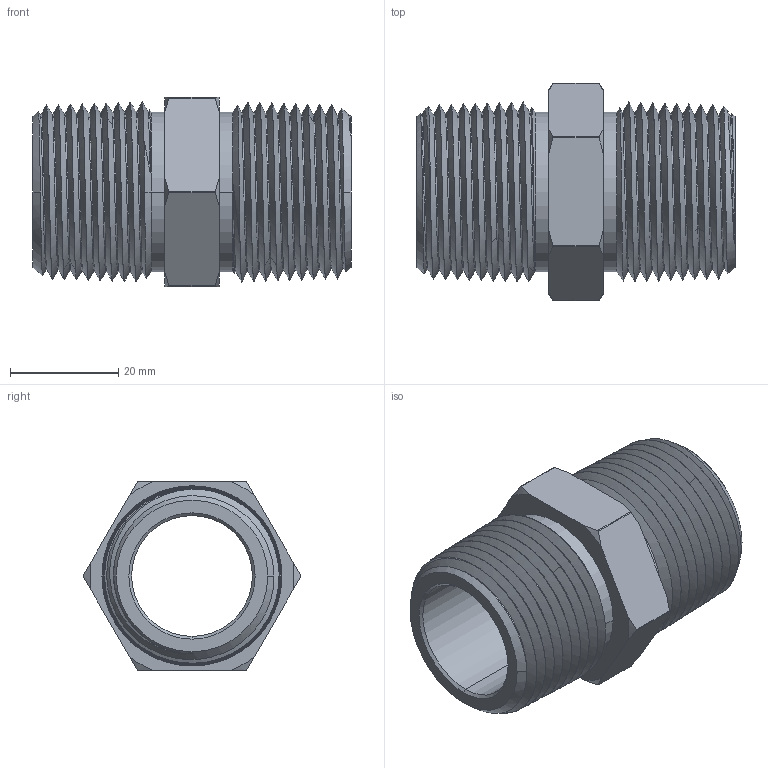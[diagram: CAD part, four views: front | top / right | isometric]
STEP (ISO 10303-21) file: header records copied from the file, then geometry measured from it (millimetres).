
FILE_DESCRIPTION((''),'2;1');
FILE_NAME('HEX_NIPPLE_H-SNA','2025-07-08T12:47:05',('Administrator'),(''),'CREO PARAMETRIC BY PTC INC, 2020184','CREO PARAMETRIC BY PTC INC, 2020184','');
FILE_SCHEMA(('AUTOMOTIVE_DESIGN { 1 0 10303 214 1 1 1 1 }'));
Length unit declared in the file: millimetre
Products named in the file (1): HEX_NIPPLE_H-SNA
Bounding box: 58.7 x 40.24 x 34.9 mm (x, y, z)
Volume: 23164.2 mm3; surface area: 14954.9 mm2
Topology: 1 solids, 1 shells, 96 faces, 265 edges, 184 vertices
Faces by surface type: cone 56, bspline 18, cylinder 12, plane 10
Entity records: 9915 total; most frequent: CARTESIAN_POINT 7582, ORIENTED_EDGE 520, DIRECTION 321, EDGE_CURVE 260, VERTEX_POINT 168, B_SPLINE_CURVE_WITH_KNOTS 140, AXIS2_PLACEMENT_3D 117, COLOUR_RGB 116
